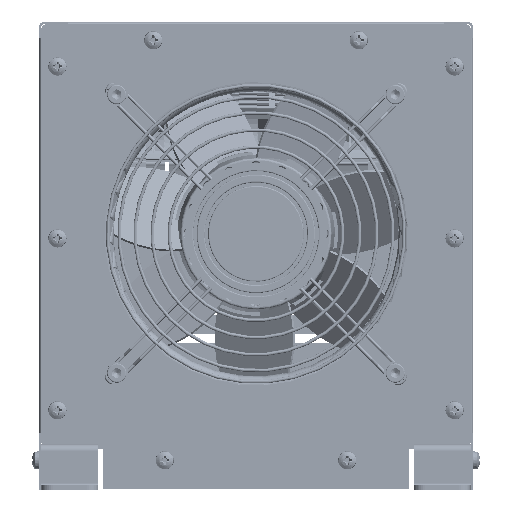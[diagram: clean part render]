
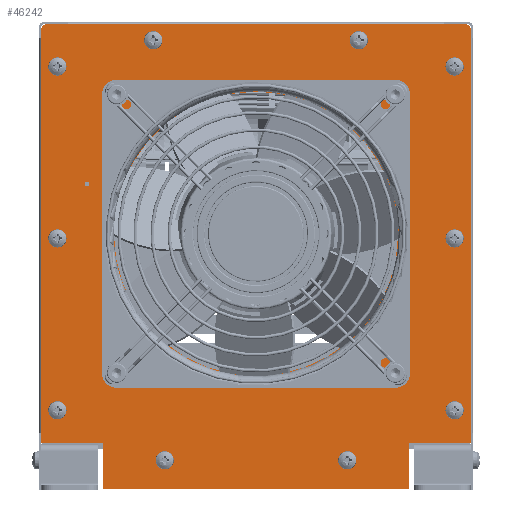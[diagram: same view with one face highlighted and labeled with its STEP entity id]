
A CAD part, left-side view. The second image highlights one B-rep face of the part: STEP entity #46242.
In plain terms, the highlighted face is planar.
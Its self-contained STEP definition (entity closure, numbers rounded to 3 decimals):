
#2485=FACE_BOUND('',#8031,.T.);
#2486=FACE_BOUND('',#8032,.T.);
#2487=FACE_BOUND('',#8033,.T.);
#2488=FACE_BOUND('',#8034,.T.);
#2489=FACE_BOUND('',#8035,.T.);
#2490=FACE_BOUND('',#8036,.T.);
#2491=FACE_BOUND('',#8037,.T.);
#2492=FACE_BOUND('',#8038,.T.);
#2493=FACE_BOUND('',#8039,.T.);
#2494=FACE_BOUND('',#8040,.T.);
#2495=FACE_BOUND('',#8041,.T.);
#2496=FACE_BOUND('',#8042,.T.);
#2497=FACE_BOUND('',#8043,.T.);
#2498=FACE_BOUND('',#8044,.T.);
#2499=FACE_BOUND('',#8045,.T.);
#2500=FACE_BOUND('',#8046,.T.);
#3161=CIRCLE('',#49038,1.);
#3164=CIRCLE('',#49042,2.5);
#3166=CIRCLE('',#49045,2.5);
#3168=CIRCLE('',#49048,2.5);
#3170=CIRCLE('',#49051,2.5);
#3172=CIRCLE('',#49054,62.25);
#3173=CIRCLE('',#49056,2.);
#3186=CIRCLE('',#49072,2.);
#3187=CIRCLE('',#49074,2.5);
#3188=CIRCLE('',#49076,2.5);
#3189=CIRCLE('',#49078,2.5);
#3190=CIRCLE('',#49080,2.5);
#3191=CIRCLE('',#49082,2.5);
#3192=CIRCLE('',#49084,2.5);
#3193=CIRCLE('',#49086,2.5);
#3194=CIRCLE('',#49088,2.5);
#3195=CIRCLE('',#49090,2.5);
#3196=CIRCLE('',#49092,2.5);
#5204=FACE_OUTER_BOUND('',#8030,.T.);
#8030=EDGE_LOOP('',(#34301,#34302,#34303,#34304,#34305,#34306,#34307,#34308,
#34309,#34310));
#8031=EDGE_LOOP('',(#34311));
#8032=EDGE_LOOP('',(#34312));
#8033=EDGE_LOOP('',(#34313));
#8034=EDGE_LOOP('',(#34314));
#8035=EDGE_LOOP('',(#34315));
#8036=EDGE_LOOP('',(#34316));
#8037=EDGE_LOOP('',(#34317));
#8038=EDGE_LOOP('',(#34318));
#8039=EDGE_LOOP('',(#34319));
#8040=EDGE_LOOP('',(#34320));
#8041=EDGE_LOOP('',(#34321));
#8042=EDGE_LOOP('',(#34322));
#8043=EDGE_LOOP('',(#34323));
#8044=EDGE_LOOP('',(#34324));
#8045=EDGE_LOOP('',(#34325));
#8046=EDGE_LOOP('',(#34326));
#11755=LINE('',#69540,#16329);
#11764=LINE('',#69614,#16338);
#11767=LINE('',#69619,#16341);
#11769=LINE('',#69623,#16343);
#11771=LINE('',#69627,#16345);
#11773=LINE('',#69631,#16347);
#11775=LINE('',#69634,#16349);
#11776=LINE('',#69636,#16350);
#16329=VECTOR('',#55868,184.);
#16338=VECTOR('',#55947,27.);
#16341=VECTOR('',#55952,20.);
#16343=VECTOR('',#55956,134.);
#16345=VECTOR('',#55960,20.);
#16347=VECTOR('',#55964,27.);
#16349=VECTOR('',#55968,181.5);
#16350=VECTOR('',#55971,181.5);
#20575=VERTEX_POINT('',#69497);
#20578=VERTEX_POINT('',#69504);
#20580=VERTEX_POINT('',#69509);
#20582=VERTEX_POINT('',#69514);
#20584=VERTEX_POINT('',#69519);
#20586=VERTEX_POINT('',#69524);
#20587=VERTEX_POINT('',#69527);
#20588=VERTEX_POINT('',#69528);
#20592=VERTEX_POINT('',#69538);
#20610=VERTEX_POINT('',#69578);
#20611=VERTEX_POINT('',#69582);
#20612=VERTEX_POINT('',#69585);
#20613=VERTEX_POINT('',#69588);
#20614=VERTEX_POINT('',#69591);
#20615=VERTEX_POINT('',#69594);
#20616=VERTEX_POINT('',#69597);
#20617=VERTEX_POINT('',#69600);
#20618=VERTEX_POINT('',#69603);
#20619=VERTEX_POINT('',#69606);
#20620=VERTEX_POINT('',#69609);
#20621=VERTEX_POINT('',#69612);
#20622=VERTEX_POINT('',#69613);
#20623=VERTEX_POINT('',#69618);
#20624=VERTEX_POINT('',#69622);
#20625=VERTEX_POINT('',#69626);
#20626=VERTEX_POINT('',#69630);
#25706=EDGE_CURVE('',#20575,#20575,#3161,.T.);
#25709=EDGE_CURVE('',#20578,#20578,#3164,.T.);
#25711=EDGE_CURVE('',#20580,#20580,#3166,.T.);
#25713=EDGE_CURVE('',#20582,#20582,#3168,.T.);
#25715=EDGE_CURVE('',#20584,#20584,#3170,.T.);
#25717=EDGE_CURVE('',#20586,#20586,#3172,.T.);
#25718=EDGE_CURVE('',#20587,#20588,#3173,.T.);
#25724=EDGE_CURVE('',#20592,#20587,#11755,.T.);
#25743=EDGE_CURVE('',#20610,#20592,#3186,.T.);
#25745=EDGE_CURVE('',#20611,#20611,#3187,.T.);
#25746=EDGE_CURVE('',#20612,#20612,#3188,.T.);
#25747=EDGE_CURVE('',#20613,#20613,#3189,.T.);
#25748=EDGE_CURVE('',#20614,#20614,#3190,.T.);
#25749=EDGE_CURVE('',#20615,#20615,#3191,.T.);
#25750=EDGE_CURVE('',#20616,#20616,#3192,.T.);
#25751=EDGE_CURVE('',#20617,#20617,#3193,.T.);
#25752=EDGE_CURVE('',#20618,#20618,#3194,.T.);
#25753=EDGE_CURVE('',#20619,#20619,#3195,.T.);
#25754=EDGE_CURVE('',#20620,#20620,#3196,.T.);
#25755=EDGE_CURVE('',#20621,#20622,#11764,.T.);
#25758=EDGE_CURVE('',#20622,#20623,#11767,.T.);
#25760=EDGE_CURVE('',#20623,#20624,#11769,.T.);
#25762=EDGE_CURVE('',#20624,#20625,#11771,.T.);
#25764=EDGE_CURVE('',#20625,#20626,#11773,.T.);
#25766=EDGE_CURVE('',#20626,#20610,#11775,.T.);
#25767=EDGE_CURVE('',#20588,#20621,#11776,.T.);
#34301=ORIENTED_EDGE('',*,*,#25718,.F.);
#34302=ORIENTED_EDGE('',*,*,#25724,.F.);
#34303=ORIENTED_EDGE('',*,*,#25743,.F.);
#34304=ORIENTED_EDGE('',*,*,#25766,.F.);
#34305=ORIENTED_EDGE('',*,*,#25764,.F.);
#34306=ORIENTED_EDGE('',*,*,#25762,.F.);
#34307=ORIENTED_EDGE('',*,*,#25760,.F.);
#34308=ORIENTED_EDGE('',*,*,#25758,.F.);
#34309=ORIENTED_EDGE('',*,*,#25755,.F.);
#34310=ORIENTED_EDGE('',*,*,#25767,.F.);
#34311=ORIENTED_EDGE('',*,*,#25706,.T.);
#34312=ORIENTED_EDGE('',*,*,#25709,.T.);
#34313=ORIENTED_EDGE('',*,*,#25711,.T.);
#34314=ORIENTED_EDGE('',*,*,#25713,.T.);
#34315=ORIENTED_EDGE('',*,*,#25715,.T.);
#34316=ORIENTED_EDGE('',*,*,#25717,.T.);
#34317=ORIENTED_EDGE('',*,*,#25745,.T.);
#34318=ORIENTED_EDGE('',*,*,#25746,.T.);
#34319=ORIENTED_EDGE('',*,*,#25747,.T.);
#34320=ORIENTED_EDGE('',*,*,#25748,.T.);
#34321=ORIENTED_EDGE('',*,*,#25749,.T.);
#34322=ORIENTED_EDGE('',*,*,#25750,.T.);
#34323=ORIENTED_EDGE('',*,*,#25751,.T.);
#34324=ORIENTED_EDGE('',*,*,#25752,.T.);
#34325=ORIENTED_EDGE('',*,*,#25753,.T.);
#34326=ORIENTED_EDGE('',*,*,#25754,.T.);
#44470=PLANE('',#49100);
#46242=ADVANCED_FACE('',(#5204,#2485,#2486,#2487,#2488,#2489,#2490,#2491,
#2492,#2493,#2494,#2495,#2496,#2497,#2498,#2499,#2500),#44470,.T.);
#49038=AXIS2_PLACEMENT_3D('',#69498,#55822,#55823);
#49042=AXIS2_PLACEMENT_3D('',#69505,#55830,#55831);
#49045=AXIS2_PLACEMENT_3D('',#69510,#55836,#55837);
#49048=AXIS2_PLACEMENT_3D('',#69515,#55842,#55843);
#49051=AXIS2_PLACEMENT_3D('',#69520,#55848,#55849);
#49054=AXIS2_PLACEMENT_3D('',#69525,#55854,#55855);
#49056=AXIS2_PLACEMENT_3D('',#69529,#55858,#55859);
#49072=AXIS2_PLACEMENT_3D('',#69579,#55902,#55903);
#49074=AXIS2_PLACEMENT_3D('',#69583,#55907,#55908);
#49076=AXIS2_PLACEMENT_3D('',#69586,#55911,#55912);
#49078=AXIS2_PLACEMENT_3D('',#69589,#55915,#55916);
#49080=AXIS2_PLACEMENT_3D('',#69592,#55919,#55920);
#49082=AXIS2_PLACEMENT_3D('',#69595,#55923,#55924);
#49084=AXIS2_PLACEMENT_3D('',#69598,#55927,#55928);
#49086=AXIS2_PLACEMENT_3D('',#69601,#55931,#55932);
#49088=AXIS2_PLACEMENT_3D('',#69604,#55935,#55936);
#49090=AXIS2_PLACEMENT_3D('',#69607,#55939,#55940);
#49092=AXIS2_PLACEMENT_3D('',#69610,#55943,#55944);
#49100=AXIS2_PLACEMENT_3D('',#69637,#55972,#55973);
#55822=DIRECTION('center_axis',(0.,0.,-1.));
#55823=DIRECTION('ref_axis',(-1.,0.,0.));
#55830=DIRECTION('center_axis',(0.,0.,-1.));
#55831=DIRECTION('ref_axis',(-1.,0.,0.));
#55836=DIRECTION('center_axis',(0.,0.,-1.));
#55837=DIRECTION('ref_axis',(-1.,0.,0.));
#55842=DIRECTION('center_axis',(0.,0.,-1.));
#55843=DIRECTION('ref_axis',(-1.,0.,0.));
#55848=DIRECTION('center_axis',(0.,0.,-1.));
#55849=DIRECTION('ref_axis',(-1.,0.,0.));
#55854=DIRECTION('center_axis',(0.,0.,-1.));
#55855=DIRECTION('ref_axis',(-1.,0.,0.));
#55858=DIRECTION('center_axis',(0.,0.,-1.));
#55859=DIRECTION('ref_axis',(0.707,0.707,0.));
#55868=DIRECTION('',(1.,0.,0.));
#55902=DIRECTION('center_axis',(0.,0.,-1.));
#55903=DIRECTION('ref_axis',(-0.707,0.707,0.));
#55907=DIRECTION('center_axis',(0.,0.,-1.));
#55908=DIRECTION('ref_axis',(1.,0.,0.));
#55911=DIRECTION('center_axis',(0.,0.,-1.));
#55912=DIRECTION('ref_axis',(1.,0.,0.));
#55915=DIRECTION('center_axis',(0.,0.,-1.));
#55916=DIRECTION('ref_axis',(1.,0.,0.));
#55919=DIRECTION('center_axis',(0.,0.,-1.));
#55920=DIRECTION('ref_axis',(1.,0.,0.));
#55923=DIRECTION('center_axis',(0.,0.,-1.));
#55924=DIRECTION('ref_axis',(1.,0.,0.));
#55927=DIRECTION('center_axis',(0.,0.,-1.));
#55928=DIRECTION('ref_axis',(1.,0.,0.));
#55931=DIRECTION('center_axis',(0.,0.,-1.));
#55932=DIRECTION('ref_axis',(1.,0.,0.));
#55935=DIRECTION('center_axis',(0.,0.,-1.));
#55936=DIRECTION('ref_axis',(1.,0.,0.));
#55939=DIRECTION('center_axis',(0.,0.,-1.));
#55940=DIRECTION('ref_axis',(1.,0.,0.));
#55943=DIRECTION('center_axis',(0.,0.,-1.));
#55944=DIRECTION('ref_axis',(1.,0.,0.));
#55947=DIRECTION('',(-1.,0.,0.));
#55952=DIRECTION('',(0.,-1.,0.));
#55956=DIRECTION('',(-1.,0.,0.));
#55960=DIRECTION('',(0.,1.,0.));
#55964=DIRECTION('',(-1.,0.,0.));
#55968=DIRECTION('',(0.,1.,0.));
#55971=DIRECTION('',(0.,-1.,0.));
#55972=DIRECTION('center_axis',(0.,0.,1.));
#55973=DIRECTION('ref_axis',(1.,0.,0.));
#69497=CARTESIAN_POINT('',(-73.,21.75,1.));
#69498=CARTESIAN_POINT('Origin',(-74.,21.75,1.));
#69504=CARTESIAN_POINT('',(-58.665,61.165,1.));
#69505=CARTESIAN_POINT('Origin',(-61.165,61.165,1.));
#69509=CARTESIAN_POINT('',(63.665,61.165,1.));
#69510=CARTESIAN_POINT('Origin',(61.165,61.165,1.));
#69514=CARTESIAN_POINT('',(63.665,-61.165,1.));
#69515=CARTESIAN_POINT('Origin',(61.165,-61.165,1.));
#69519=CARTESIAN_POINT('',(-58.665,-61.165,1.));
#69520=CARTESIAN_POINT('Origin',(-61.165,-61.165,1.));
#69524=CARTESIAN_POINT('',(62.25,0.,1.));
#69525=CARTESIAN_POINT('Origin',(0.,0.,1.));
#69527=CARTESIAN_POINT('',(92.,91.75,1.));
#69528=CARTESIAN_POINT('',(94.,89.75,1.));
#69529=CARTESIAN_POINT('Origin',(92.,89.75,1.));
#69538=CARTESIAN_POINT('',(-92.,91.75,1.));
#69540=CARTESIAN_POINT('',(-94.,91.75,1.));
#69578=CARTESIAN_POINT('',(-94.,89.75,1.));
#69579=CARTESIAN_POINT('Origin',(-92.,89.75,1.));
#69582=CARTESIAN_POINT('',(-84.5,73.25,1.));
#69583=CARTESIAN_POINT('Origin',(-87.,73.25,1.));
#69585=CARTESIAN_POINT('',(-84.5,-2.05,1.));
#69586=CARTESIAN_POINT('Origin',(-87.,-2.05,1.));
#69588=CARTESIAN_POINT('',(-84.5,-77.35,1.));
#69589=CARTESIAN_POINT('Origin',(-87.,-77.35,1.));
#69591=CARTESIAN_POINT('',(-37.5,-99.25,1.));
#69592=CARTESIAN_POINT('Origin',(-40.,-99.25,1.));
#69594=CARTESIAN_POINT('',(42.5,-99.25,1.));
#69595=CARTESIAN_POINT('Origin',(40.,-99.25,1.));
#69597=CARTESIAN_POINT('',(89.5,-77.35,1.));
#69598=CARTESIAN_POINT('Origin',(87.,-77.35,1.));
#69600=CARTESIAN_POINT('',(89.5,-2.05,1.));
#69601=CARTESIAN_POINT('Origin',(87.,-2.05,1.));
#69603=CARTESIAN_POINT('',(89.5,73.25,1.));
#69604=CARTESIAN_POINT('Origin',(87.,73.25,1.));
#69606=CARTESIAN_POINT('',(47.5,84.75,1.));
#69607=CARTESIAN_POINT('Origin',(45.,84.75,1.));
#69609=CARTESIAN_POINT('',(-42.5,84.75,1.));
#69610=CARTESIAN_POINT('Origin',(-45.,84.75,1.));
#69612=CARTESIAN_POINT('',(94.,-91.75,1.));
#69613=CARTESIAN_POINT('',(67.,-91.75,1.));
#69614=CARTESIAN_POINT('',(94.,-91.75,1.));
#69618=CARTESIAN_POINT('',(67.,-111.75,1.));
#69619=CARTESIAN_POINT('',(67.,-91.75,1.));
#69622=CARTESIAN_POINT('',(-67.,-111.75,1.));
#69623=CARTESIAN_POINT('',(67.,-111.75,1.));
#69626=CARTESIAN_POINT('',(-67.,-91.75,1.));
#69627=CARTESIAN_POINT('',(-67.,-111.75,1.));
#69630=CARTESIAN_POINT('',(-94.,-91.75,1.));
#69631=CARTESIAN_POINT('',(-67.,-91.75,1.));
#69634=CARTESIAN_POINT('',(-94.,-91.75,1.));
#69636=CARTESIAN_POINT('',(94.,91.75,1.));
#69637=CARTESIAN_POINT('Origin',(0.,-8.621,
1.));
